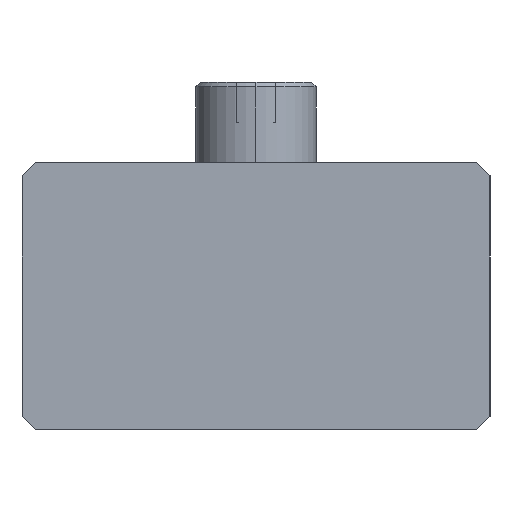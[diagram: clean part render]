
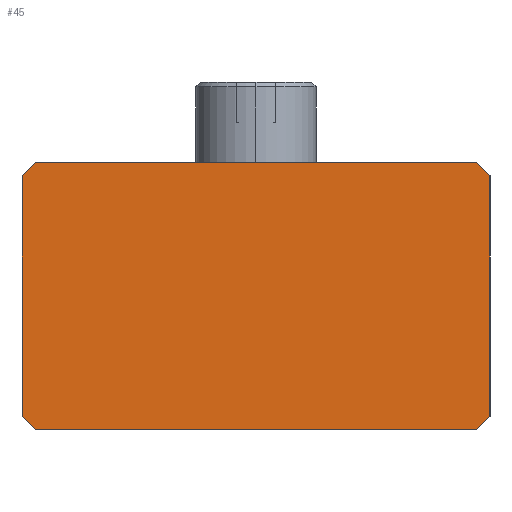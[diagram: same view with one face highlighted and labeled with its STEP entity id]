
A CAD part, left-side view. The second image highlights one B-rep face of the part: STEP entity #45.
In plain terms, the highlighted planar face has unit normal (-1, 0, 0).
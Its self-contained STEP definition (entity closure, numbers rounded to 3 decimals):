
#10 = LINE ( 'NONE', #940, #957 ) ;
#45 = ADVANCED_FACE ( 'NONE', ( #266 ), #1118, .F. ) ;
#54 = CARTESIAN_POINT ( 'NONE',  ( -450., 35., 18. ) ) ;
#79 = EDGE_CURVE ( 'NONE', #283, #928, #10, .T. ) ;
#98 = EDGE_CURVE ( 'NONE', #1102, #958, #757, .T. ) ;
#123 = EDGE_CURVE ( 'NONE', #958, #283, #480, .T. ) ;
#143 = EDGE_CURVE ( 'NONE', #1242, #1102, #359, .T. ) ;
#145 = ORIENTED_EDGE ( 'NONE', *, *, #172, .F. ) ;
#166 = CARTESIAN_POINT ( 'NONE',  ( -450., 33., -20. ) ) ;
#172 = EDGE_CURVE ( 'NONE', #239, #675, #980, .T. ) ;
#213 = CARTESIAN_POINT ( 'NONE',  ( -450., -35., 18. ) ) ;
#239 = VERTEX_POINT ( 'NONE', #388 ) ;
#243 = CARTESIAN_POINT ( 'NONE',  ( -450., 35., -18. ) ) ;
#253 = DIRECTION ( 'NONE',  ( 0., 0., 1. ) ) ;
#266 = FACE_OUTER_BOUND ( 'NONE', #1159, .T. ) ;
#283 = VERTEX_POINT ( 'NONE', #384 ) ;
#293 = ORIENTED_EDGE ( 'NONE', *, *, #98, .F. ) ;
#303 = DIRECTION ( 'NONE',  ( 0., -1., 0. ) ) ;
#324 = VECTOR ( 'NONE', #921, 1000. ) ;
#329 = ORIENTED_EDGE ( 'NONE', *, *, #143, .F. ) ;
#359 = LINE ( 'NONE', #166, #1104 ) ;
#384 = CARTESIAN_POINT ( 'NONE',  ( -450., 35., 18. ) ) ;
#388 = CARTESIAN_POINT ( 'NONE',  ( -450., -33., 20. ) ) ;
#392 = ORIENTED_EDGE ( 'NONE', *, *, #123, .F. ) ;
#411 = VECTOR ( 'NONE', #501, 1000. ) ;
#425 = ORIENTED_EDGE ( 'NONE', *, *, #79, .F. ) ;
#450 = VECTOR ( 'NONE', #303, 1000. ) ;
#480 = LINE ( 'NONE', #54, #672 ) ;
#501 = DIRECTION ( 'NONE',  ( 0., 0.707, -0.707 ) ) ;
#546 = ORIENTED_EDGE ( 'NONE', *, *, #993, .F. ) ;
#618 = DIRECTION ( 'NONE',  ( 0., -0.707, 0.707 ) ) ;
#669 = DIRECTION ( 'NONE',  ( 0., -0.707, -0.707 ) ) ;
#672 = VECTOR ( 'NONE', #253, 1000. ) ;
#675 = VERTEX_POINT ( 'NONE', #920 ) ;
#757 = LINE ( 'NONE', #243, #324 ) ;
#778 = AXIS2_PLACEMENT_3D ( 'NONE', #1108, #1112, #1013 ) ;
#781 = CARTESIAN_POINT ( 'NONE',  ( -450., -33., 20. ) ) ;
#782 = CARTESIAN_POINT ( 'NONE',  ( -450., 33., -20. ) ) ;
#797 = VERTEX_POINT ( 'NONE', #916 ) ;
#802 = ORIENTED_EDGE ( 'NONE', *, *, #1221, .F. ) ;
#803 = CARTESIAN_POINT ( 'NONE',  ( -450., -33., -20. ) ) ;
#827 = DIRECTION ( 'NONE',  ( 0., 1., 0. ) ) ;
#882 = CARTESIAN_POINT ( 'NONE',  ( -450., 33., 20. ) ) ;
#898 = DIRECTION ( 'NONE',  ( 0., 0., -1. ) ) ;
#916 = CARTESIAN_POINT ( 'NONE',  ( -450., -35., -18. ) ) ;
#920 = CARTESIAN_POINT ( 'NONE',  ( -450., -35., 18. ) ) ;
#921 = DIRECTION ( 'NONE',  ( 0., 0.707, 0.707 ) ) ;
#928 = VERTEX_POINT ( 'NONE', #996 ) ;
#940 = CARTESIAN_POINT ( 'NONE',  ( -450., 35., 18. ) ) ;
#957 = VECTOR ( 'NONE', #618, 1000. ) ;
#958 = VERTEX_POINT ( 'NONE', #992 ) ;
#963 = ORIENTED_EDGE ( 'NONE', *, *, #1152, .F. ) ;
#964 = LINE ( 'NONE', #882, #450 ) ;
#980 = LINE ( 'NONE', #781, #1215 ) ;
#992 = CARTESIAN_POINT ( 'NONE',  ( -450., 35., -18. ) ) ;
#993 = EDGE_CURVE ( 'NONE', #797, #1242, #1218, .T. ) ;
#996 = CARTESIAN_POINT ( 'NONE',  ( -450., 33., 20. ) ) ;
#1013 = DIRECTION ( 'NONE',  ( 0., 0., -1. ) ) ;
#1078 = LINE ( 'NONE', #213, #1160 ) ;
#1098 = CARTESIAN_POINT ( 'NONE',  ( -450., -33., -20. ) ) ;
#1102 = VERTEX_POINT ( 'NONE', #782 ) ;
#1104 = VECTOR ( 'NONE', #827, 1000. ) ;
#1108 = CARTESIAN_POINT ( 'NONE',  ( -450., 0., 0. ) ) ;
#1112 = DIRECTION ( 'NONE',  ( 1., 0., 0. ) ) ;
#1118 = PLANE ( 'NONE',  #778 ) ;
#1152 = EDGE_CURVE ( 'NONE', #928, #239, #964, .T. ) ;
#1159 = EDGE_LOOP ( 'NONE', ( #963, #425, #392, #293, #329, #546, #802, #145 ) ) ;
#1160 = VECTOR ( 'NONE', #898, 1000. ) ;
#1215 = VECTOR ( 'NONE', #669, 1000. ) ;
#1218 = LINE ( 'NONE', #1098, #411 ) ;
#1221 = EDGE_CURVE ( 'NONE', #675, #797, #1078, .T. ) ;
#1242 = VERTEX_POINT ( 'NONE', #803 ) ;
